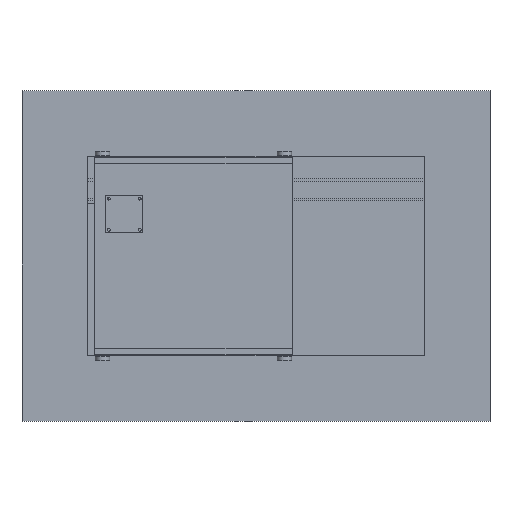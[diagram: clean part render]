
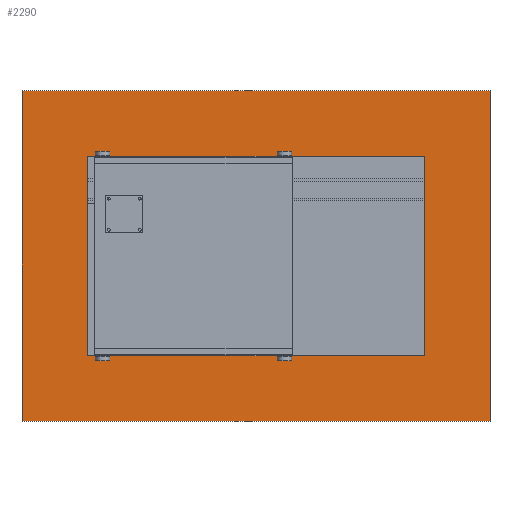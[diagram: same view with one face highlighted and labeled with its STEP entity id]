
A CAD part, top view. The second image highlights one B-rep face of the part: STEP entity #2290.
In plain terms, the highlighted planar face has unit normal (0, 0, 1).
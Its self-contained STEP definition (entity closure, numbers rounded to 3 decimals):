
#200=FACE_BOUND('',#416,.T.);
#258=FACE_OUTER_BOUND('',#415,.T.);
#415=EDGE_LOOP('',(#1597,#1598,#1599,#1600));
#416=EDGE_LOOP('',(#1601,#1602,#1603,#1604));
#620=LINE('',#3451,#838);
#622=LINE('',#3455,#840);
#624=LINE('',#3459,#842);
#626=LINE('',#3462,#844);
#628=LINE('',#3467,#846);
#630=LINE('',#3471,#848);
#632=LINE('',#3475,#850);
#634=LINE('',#3478,#852);
#838=VECTOR('',#2736,10.);
#840=VECTOR('',#2740,10.);
#842=VECTOR('',#2744,10.);
#844=VECTOR('',#2748,10.);
#846=VECTOR('',#2752,10.);
#848=VECTOR('',#2756,10.);
#850=VECTOR('',#2760,10.);
#852=VECTOR('',#2764,10.);
#1055=VERTEX_POINT('',#3448);
#1056=VERTEX_POINT('',#3450);
#1057=VERTEX_POINT('',#3454);
#1058=VERTEX_POINT('',#3458);
#1059=VERTEX_POINT('',#3464);
#1060=VERTEX_POINT('',#3466);
#1061=VERTEX_POINT('',#3470);
#1062=VERTEX_POINT('',#3474);
#1260=EDGE_CURVE('',#1056,#1055,#620,.T.);
#1262=EDGE_CURVE('',#1057,#1056,#622,.T.);
#1264=EDGE_CURVE('',#1058,#1057,#624,.T.);
#1266=EDGE_CURVE('',#1055,#1058,#626,.T.);
#1268=EDGE_CURVE('',#1060,#1059,#628,.T.);
#1270=EDGE_CURVE('',#1061,#1060,#630,.T.);
#1272=EDGE_CURVE('',#1062,#1061,#632,.T.);
#1274=EDGE_CURVE('',#1059,#1062,#634,.T.);
#1597=ORIENTED_EDGE('',*,*,#1274,.T.);
#1598=ORIENTED_EDGE('',*,*,#1272,.T.);
#1599=ORIENTED_EDGE('',*,*,#1270,.T.);
#1600=ORIENTED_EDGE('',*,*,#1268,.T.);
#1601=ORIENTED_EDGE('',*,*,#1266,.T.);
#1602=ORIENTED_EDGE('',*,*,#1264,.T.);
#1603=ORIENTED_EDGE('',*,*,#1262,.T.);
#1604=ORIENTED_EDGE('',*,*,#1260,.T.);
#2178=PLANE('',#2486);
#2290=ADVANCED_FACE('',(#258,#200),#2178,.T.);
#2486=AXIS2_PLACEMENT_3D('',#3479,#2765,#2766);
#2736=DIRECTION('',(-1.,0.,0.));
#2740=DIRECTION('',(0.,-1.,0.));
#2744=DIRECTION('',(1.,0.,0.));
#2748=DIRECTION('',(0.,1.,0.));
#2752=DIRECTION('',(0.,-1.,0.));
#2756=DIRECTION('',(-1.,0.,0.));
#2760=DIRECTION('',(0.,1.,0.));
#2764=DIRECTION('',(1.,0.,0.));
#2765=DIRECTION('center_axis',(0.,0.,1.));
#2766=DIRECTION('ref_axis',(1.,0.,0.));
#3448=CARTESIAN_POINT('',(0.,0.,2.381));
#3450=CARTESIAN_POINT('',(510.,0.,2.381));
#3451=CARTESIAN_POINT('',(0.,0.,2.381));
#3454=CARTESIAN_POINT('',(510.,302.,2.381));
#3455=CARTESIAN_POINT('',(510.,0.,2.381));
#3458=CARTESIAN_POINT('',(0.,302.,2.381));
#3459=CARTESIAN_POINT('',(510.,302.,2.381));
#3462=CARTESIAN_POINT('',(0.,302.,2.381));
#3464=CARTESIAN_POINT('',(-100.,-100.,2.381));
#3466=CARTESIAN_POINT('',(-100.,402.,2.381));
#3467=CARTESIAN_POINT('',(-100.,-100.,2.381));
#3470=CARTESIAN_POINT('',(610.,402.,2.381));
#3471=CARTESIAN_POINT('',(-100.,402.,2.381));
#3474=CARTESIAN_POINT('',(610.,-100.,2.381));
#3475=CARTESIAN_POINT('',(610.,402.,2.381));
#3478=CARTESIAN_POINT('',(610.,-100.,2.381));
#3479=CARTESIAN_POINT('Origin',(255.,151.,2.381));
